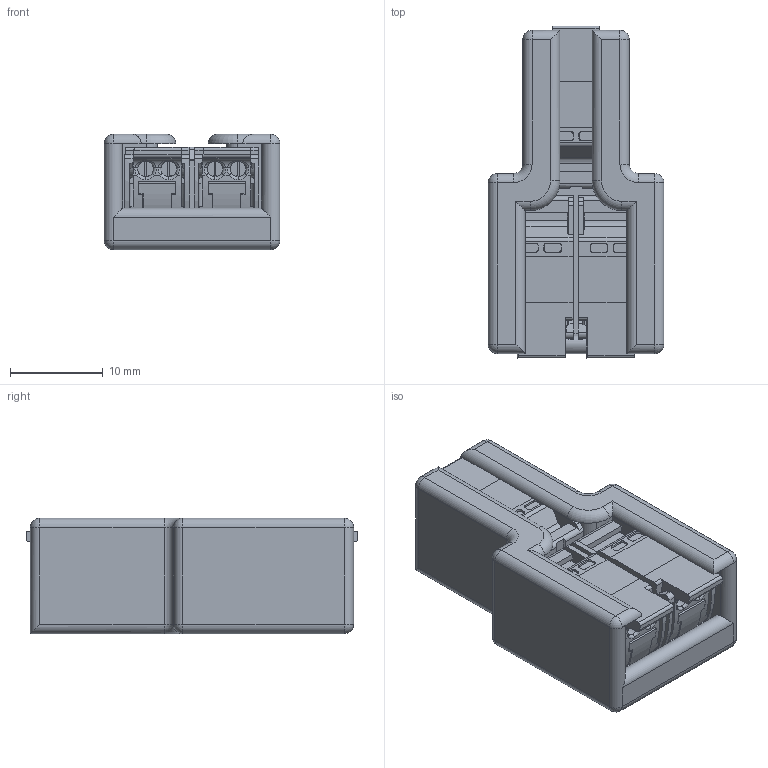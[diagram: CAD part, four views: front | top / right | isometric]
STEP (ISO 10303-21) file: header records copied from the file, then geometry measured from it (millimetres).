
FILE_DESCRIPTION(/* description */ (''),/* implementation_level */ '2;1');
FILE_NAME(/* name */ 'CAN Y 2 Way Splitter.step',/* time_stamp */ '2024-11-06T18:09:23-06:00',/* author */ (''),/* organization */ (''),/* preprocessor_version */ 'ST-DEVELOPER v20',/* originating_system */ 'Autodesk Translation Framework v13.20.0.188',/* authorisation */ '');
FILE_SCHEMA (('AUTOMOTIVE_DESIGN { 1 0 10303 214 3 1 1 }'));
Length unit declared in the file: millimetre
Products named in the file (6): IDC 1-2 Wide Flexible Enclosure; IDC_1-2_wide; Board; Packages; LOGO_6MM_STEIN; 1702610
Assembly tree (8 placements, depth 4):
  IDC 1-2 Wide Flexible Enclosure
    IDC_1-2_wide
      Board
      Packages
        LOGO_6MM_STEIN  x2
        1702610  x3
Bounding box: 19 x 35.85 x 12.47 mm (x, y, z)
Volume: 5025.2 mm3; surface area: 7950 mm2
Topology: 14 solids, 14 shells, 2698 faces, 7556 edges, 4982 vertices
Faces by surface type: plane 2021, cylinder 487, bspline 141, cone 21, torus 18, sphere 10
Full cylindrical faces by diameter (mm): 1.1 x9, 1.7 x6
Entity records: 37704 total; most frequent: CARTESIAN_POINT 9389, ORIENTED_EDGE 6028, DIRECTION 5627, EDGE_CURVE 3014, LINE 2435, VECTOR 2435, VERTEX_POINT 1982, AXIS2_PLACEMENT_3D 1596
